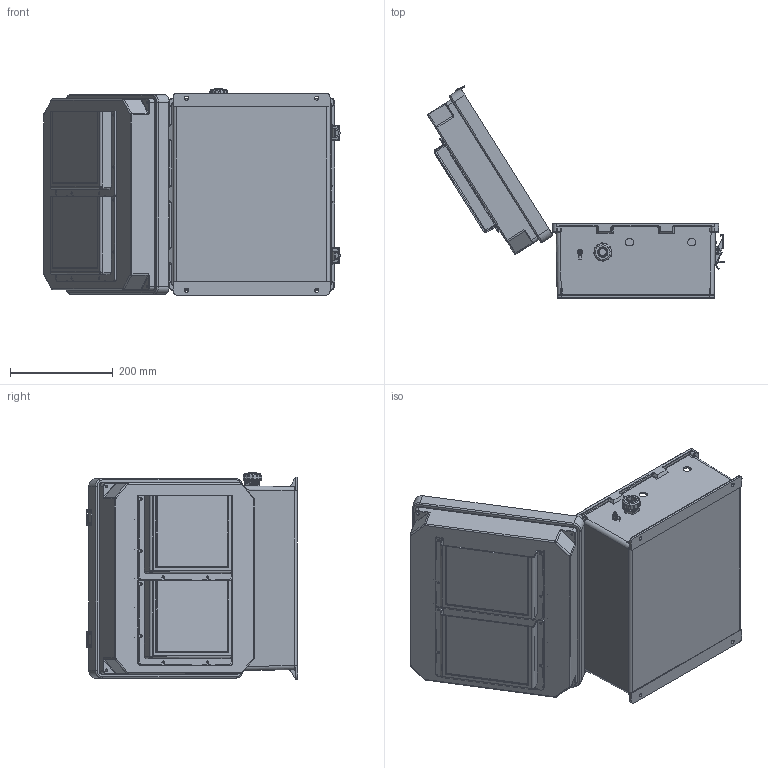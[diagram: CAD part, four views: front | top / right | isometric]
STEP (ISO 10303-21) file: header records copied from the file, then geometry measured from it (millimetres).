
FILE_DESCRIPTION (( 'STEP AP214' ), '1' );
FILE_NAME ('NB141207-00VDR_3D.step', '2025-10-28T17:08:59', ( '' ), ( '' ), 'SwSTEP 2.0', 'SolidWorks 2025', '' );
FILE_SCHEMA (( 'AUTOMOTIVE_DESIGN' ));
Length unit declared in the file: inch
Products named in the file (19): GroundWire-14-DIN; XF1005-01; XFN-0002; XFN-0003; XCT-0005; XM220-01-UL; NB141207-DoorClasp-1; XC-0003; XFS-0026; 10-32 NEMA PLATE SCREW; NB141207-00VDR_3D; XFW-0002; NB141207-DoorClasp-2; XCT-0011; NB141207-Box; Fan Screen-120x120 ALUM; XCT-0010; NB141207-Hinge; NB141207-Lid-Vented
Assembly tree (35 placements, depth 2):
  NB141207-00VDR_3D
    NB141207-Box
    NB141207-Hinge  x2
    NB141207-Lid-Vented
    NB141207-DoorClasp-1  x2
    NB141207-DoorClasp-2  x2
    XC-0003
    XFS-0026
    XCT-0005
    XFN-0003  x2
    XFW-0002
    XCT-0010
    XCT-0011
    10-32 NEMA PLATE SCREW  x4
    XM220-01-UL  x2
    XFN-0002  x8
    Fan Screen-120x120 ALUM  x2
    XF1005-01  x2
    GroundWire-14-DIN
Bounding box: 578.07 x 413.05 x 402.49 mm (x, y, z)
Volume: 2183843.2 mm3; surface area: 1442736.1 mm2
Topology: 41 solids, 42 shells, 4710 faces, 12519 edges, 7858 vertices
Faces by surface type: cylinder 2299, plane 1134, cone 821, torus 290, bspline 154, sphere 12
Entity records: 108580 total; most frequent: CARTESIAN_POINT 34492, ORIENTED_EDGE 15460, DIRECTION 15235, EDGE_CURVE 7730, AXIS2_PLACEMENT_3D 5856, VERTEX_POINT 4821, EDGE_LOOP 3733, VECTOR 3523
